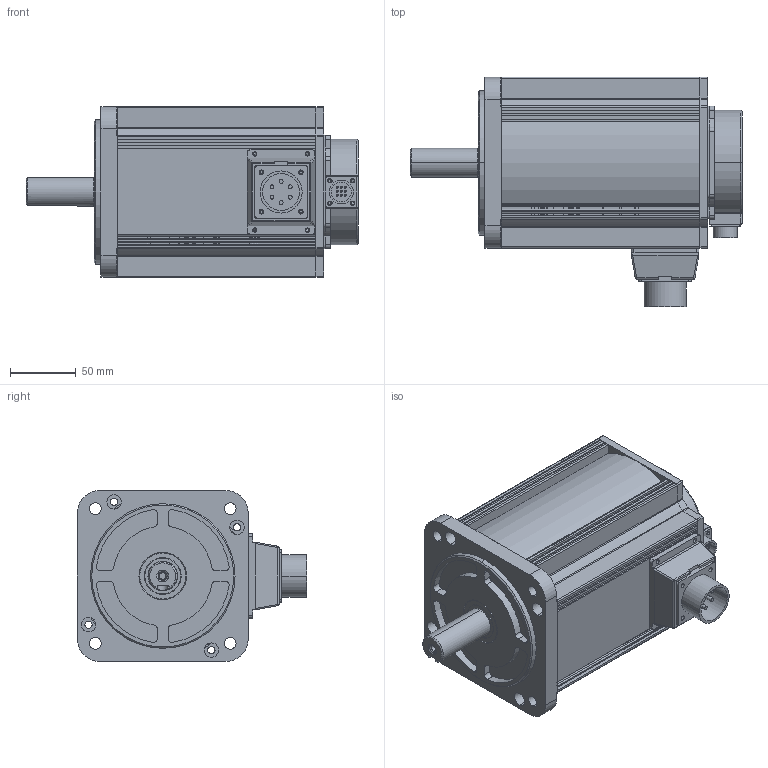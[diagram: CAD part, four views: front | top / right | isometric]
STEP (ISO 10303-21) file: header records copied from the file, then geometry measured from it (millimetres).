
FILE_DESCRIPTION (( 'STEP AP203' ), '1' );
FILE_NAME ('MS6H-130-15015棠晤蚾饜极-3D.STEP', '2020-03-17T00:56:59', ( '' ), ( '' ), 'SwSTEP 2.0', 'SolidWorks 2016', '' );
FILE_SCHEMA (( 'CONFIG_CONTROL_DESIGN' ));
Length unit declared in the file: millimetre
Products named in the file (1): MS6H-130-15015棠晤蚾饜极-3D
Bounding box: 252.6 x 174.5 x 130 mm (x, y, z)
Surface area: 236226.4 mm2 (no closed solid volume)
Topology: 0 solids, 218 shells, 3065 faces, 11351 edges, 8399 vertices
Faces by surface type: cylinder 1753, plane 1286, cone 12, torus 9, sphere 4, bspline 1
Entity records: 122051 total; most frequent: CARTESIAN_POINT 23472, DIRECTION 22187, ORIENTED_EDGE 17472, EDGE_CURVE 11351, VERTEX_POINT 8399, AXIS2_PLACEMENT_3D 7790, VECTOR 6607, LINE 6607
